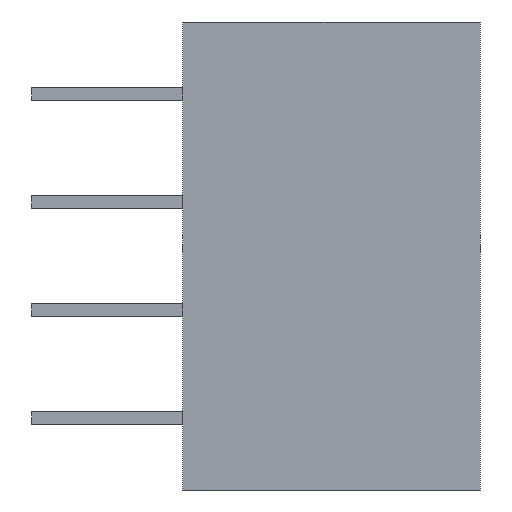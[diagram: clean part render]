
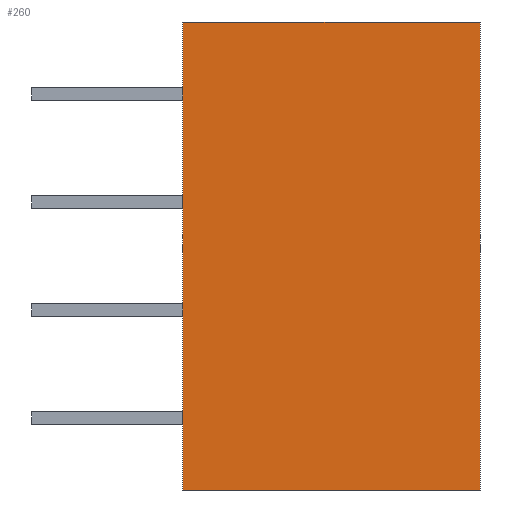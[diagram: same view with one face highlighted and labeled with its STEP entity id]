
A CAD part, left-side view. The second image highlights one B-rep face of the part: STEP entity #260.
In plain terms, the highlighted planar face has unit normal (-1, 0, 0).
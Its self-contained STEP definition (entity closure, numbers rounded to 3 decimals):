
#260=ADVANCED_FACE('',(#519),#390,.T.);
#390=PLANE('',#2572);
#519=FACE_OUTER_BOUND('',#648,.T.);
#648=EDGE_LOOP('',(#1185,#1186,#1187,#1188));
#1185=ORIENTED_EDGE('',*,*,#1817,.T.);
#1186=ORIENTED_EDGE('',*,*,#1816,.T.);
#1187=ORIENTED_EDGE('',*,*,#1809,.T.);
#1188=ORIENTED_EDGE('',*,*,#1818,.T.);
#1501=VERTEX_POINT('',#3774);
#1503=VERTEX_POINT('',#3777);
#1507=VERTEX_POINT('',#3789);
#1508=VERTEX_POINT('',#3793);
#1809=EDGE_CURVE('',#1503,#1501,#2121,.T.);
#1816=EDGE_CURVE('',#1507,#1503,#2128,.T.);
#1817=EDGE_CURVE('',#1508,#1507,#2129,.T.);
#1818=EDGE_CURVE('',#1501,#1508,#2130,.T.);
#2121=LINE('',#3776,#2433);
#2128=LINE('',#3790,#2440);
#2129=LINE('',#3792,#2441);
#2130=LINE('',#3794,#2442);
#2433=VECTOR('',#3124,1.);
#2440=VECTOR('',#3135,1.);
#2441=VECTOR('',#3138,1.);
#2442=VECTOR('',#3139,1.);
#2572=AXIS2_PLACEMENT_3D('',#3795,#3140,#3141);
#3124=DIRECTION('',(0.,1.,0.));
#3135=DIRECTION('',(0.,0.,1.));
#3138=DIRECTION('',(0.,-1.,0.));
#3139=DIRECTION('',(0.,0.,-1.));
#3140=DIRECTION('',(-1.,0.,0.));
#3141=DIRECTION('',(0.,-1.,0.));
#3774=CARTESIAN_POINT('',(-15.24,7.,5.5));
#3776=CARTESIAN_POINT('',(-15.24,0.,5.5));
#3777=CARTESIAN_POINT('',(-15.24,0.,5.5));
#3789=CARTESIAN_POINT('',(-15.24,0.,-5.5));
#3790=CARTESIAN_POINT('',(-15.24,0.,-5.5));
#3792=CARTESIAN_POINT('',(-15.24,7.,-5.5));
#3793=CARTESIAN_POINT('',(-15.24,7.,-5.5));
#3794=CARTESIAN_POINT('',(-15.24,7.,5.5));
#3795=CARTESIAN_POINT('',(-15.24,7.,-5.5));
